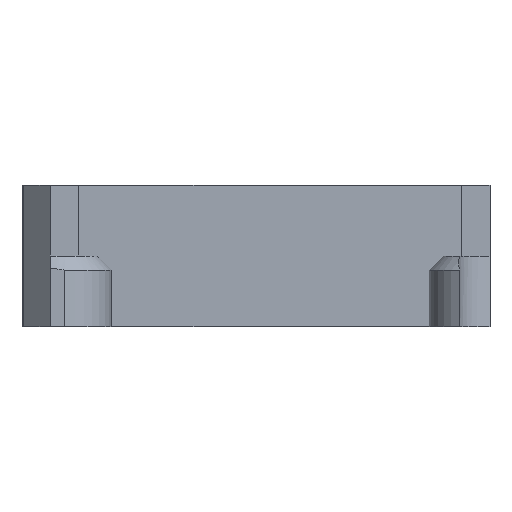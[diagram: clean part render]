
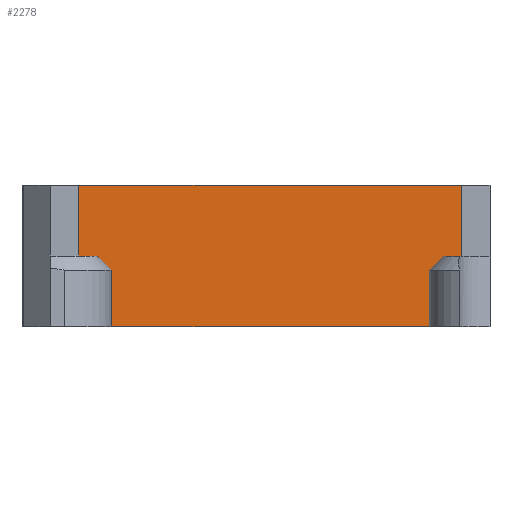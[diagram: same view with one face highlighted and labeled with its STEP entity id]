
A CAD part, left-side view. The second image highlights one B-rep face of the part: STEP entity #2278.
In plain terms, the highlighted planar face has unit normal (-1, 0, 0).
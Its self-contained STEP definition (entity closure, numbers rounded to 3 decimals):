
#55 = PLANE('',#56);
#56 = AXIS2_PLACEMENT_3D('',#57,#58,#59);
#57 = CARTESIAN_POINT('',(0.,15.5,0.));
#58 = DIRECTION('',(0.,0.,-1.));
#59 = DIRECTION('',(-1.,0.,0.));
#111 = PLANE('',#112);
#112 = AXIS2_PLACEMENT_3D('',#113,#114,#115);
#113 = CARTESIAN_POINT('',(0.,15.5,10.));
#114 = DIRECTION('',(0.,0.,-1.));
#115 = DIRECTION('',(-1.,0.,0.));
#1027 = VERTEX_POINT('',#1028);
#1028 = CARTESIAN_POINT('',(-3.,-13.5,0.));
#1042 = PLANE('',#1043);
#1043 = AXIS2_PLACEMENT_3D('',#1044,#1045,#1046);
#1044 = CARTESIAN_POINT('',(-3.,-13.5,0.));
#1045 = DIRECTION('',(0.,-1.,0.));
#1046 = DIRECTION('',(-1.,0.,0.));
#1054 = EDGE_CURVE('',#1055,#1027,#1057,.T.);
#1055 = VERTEX_POINT('',#1056);
#1056 = CARTESIAN_POINT('',(-3.,13.5,0.));
#1057 = SURFACE_CURVE('',#1058,(#1062,#1069),.PCURVE_S1.);
#1058 = LINE('',#1059,#1060);
#1059 = CARTESIAN_POINT('',(-3.,13.5,0.));
#1060 = VECTOR('',#1061,1.);
#1061 = DIRECTION('',(0.,-1.,0.));
#1062 = PCURVE('',#55,#1063);
#1063 = DEFINITIONAL_REPRESENTATION('',(#1064),#1068);
#1064 = LINE('',#1065,#1066);
#1065 = CARTESIAN_POINT('',(3.,-2.));
#1066 = VECTOR('',#1067,1.);
#1067 = DIRECTION('',(0.,-1.));
#1068 = ( GEOMETRIC_REPRESENTATION_CONTEXT(2) 
PARAMETRIC_REPRESENTATION_CONTEXT() REPRESENTATION_CONTEXT('2D SPACE',''
  ) );
#1069 = PCURVE('',#1070,#1075);
#1070 = PLANE('',#1071);
#1071 = AXIS2_PLACEMENT_3D('',#1072,#1073,#1074);
#1072 = CARTESIAN_POINT('',(-3.,13.5,0.));
#1073 = DIRECTION('',(1.,0.,0.));
#1074 = DIRECTION('',(0.,-1.,0.));
#1075 = DEFINITIONAL_REPRESENTATION('',(#1076),#1080);
#1076 = LINE('',#1077,#1078);
#1077 = CARTESIAN_POINT('',(0.,0.));
#1078 = VECTOR('',#1079,1.);
#1079 = DIRECTION('',(1.,0.));
#1080 = ( GEOMETRIC_REPRESENTATION_CONTEXT(2) 
PARAMETRIC_REPRESENTATION_CONTEXT() REPRESENTATION_CONTEXT('2D SPACE',''
  ) );
#1098 = PLANE('',#1099);
#1099 = AXIS2_PLACEMENT_3D('',#1100,#1101,#1102);
#1100 = CARTESIAN_POINT('',(-6.,13.5,0.));
#1101 = DIRECTION('',(0.,1.,0.));
#1102 = DIRECTION('',(1.,0.,0.));
#1972 = VERTEX_POINT('',#1973);
#1973 = CARTESIAN_POINT('',(-3.,-13.5,10.));
#1994 = EDGE_CURVE('',#1995,#1972,#1997,.T.);
#1995 = VERTEX_POINT('',#1996);
#1996 = CARTESIAN_POINT('',(-3.,13.5,10.));
#1997 = SURFACE_CURVE('',#1998,(#2002,#2009),.PCURVE_S1.);
#1998 = LINE('',#1999,#2000);
#1999 = CARTESIAN_POINT('',(-3.,13.5,10.));
#2000 = VECTOR('',#2001,1.);
#2001 = DIRECTION('',(0.,-1.,0.));
#2002 = PCURVE('',#111,#2003);
#2003 = DEFINITIONAL_REPRESENTATION('',(#2004),#2008);
#2004 = LINE('',#2005,#2006);
#2005 = CARTESIAN_POINT('',(3.,-2.));
#2006 = VECTOR('',#2007,1.);
#2007 = DIRECTION('',(0.,-1.));
#2008 = ( GEOMETRIC_REPRESENTATION_CONTEXT(2) 
PARAMETRIC_REPRESENTATION_CONTEXT() REPRESENTATION_CONTEXT('2D SPACE',''
  ) );
#2009 = PCURVE('',#1070,#2010);
#2010 = DEFINITIONAL_REPRESENTATION('',(#2011),#2015);
#2011 = LINE('',#2012,#2013);
#2012 = CARTESIAN_POINT('',(0.,-10.));
#2013 = VECTOR('',#2014,1.);
#2014 = DIRECTION('',(1.,0.));
#2015 = ( GEOMETRIC_REPRESENTATION_CONTEXT(2) 
PARAMETRIC_REPRESENTATION_CONTEXT() REPRESENTATION_CONTEXT('2D SPACE',''
  ) );
#2257 = EDGE_CURVE('',#1055,#1995,#2258,.T.);
#2258 = SURFACE_CURVE('',#2259,(#2263,#2270),.PCURVE_S1.);
#2259 = LINE('',#2260,#2261);
#2260 = CARTESIAN_POINT('',(-3.,13.5,0.));
#2261 = VECTOR('',#2262,1.);
#2262 = DIRECTION('',(0.,0.,1.));
#2263 = PCURVE('',#1098,#2264);
#2264 = DEFINITIONAL_REPRESENTATION('',(#2265),#2269);
#2265 = LINE('',#2266,#2267);
#2266 = CARTESIAN_POINT('',(3.,0.));
#2267 = VECTOR('',#2268,1.);
#2268 = DIRECTION('',(0.,-1.));
#2269 = ( GEOMETRIC_REPRESENTATION_CONTEXT(2) 
PARAMETRIC_REPRESENTATION_CONTEXT() REPRESENTATION_CONTEXT('2D SPACE',''
  ) );
#2270 = PCURVE('',#1070,#2271);
#2271 = DEFINITIONAL_REPRESENTATION('',(#2272),#2276);
#2272 = LINE('',#2273,#2274);
#2273 = CARTESIAN_POINT('',(0.,0.));
#2274 = VECTOR('',#2275,1.);
#2275 = DIRECTION('',(0.,-1.));
#2276 = ( GEOMETRIC_REPRESENTATION_CONTEXT(2) 
PARAMETRIC_REPRESENTATION_CONTEXT() REPRESENTATION_CONTEXT('2D SPACE',''
  ) );
#2278 = ADVANCED_FACE('',(#2279),#1070,.F.);
#2279 = FACE_BOUND('',#2280,.F.);
#2280 = EDGE_LOOP('',(#2281,#2282,#2283,#2304));
#2281 = ORIENTED_EDGE('',*,*,#2257,.T.);
#2282 = ORIENTED_EDGE('',*,*,#1994,.T.);
#2283 = ORIENTED_EDGE('',*,*,#2284,.F.);
#2284 = EDGE_CURVE('',#1027,#1972,#2285,.T.);
#2285 = SURFACE_CURVE('',#2286,(#2290,#2297),.PCURVE_S1.);
#2286 = LINE('',#2287,#2288);
#2287 = CARTESIAN_POINT('',(-3.,-13.5,0.));
#2288 = VECTOR('',#2289,1.);
#2289 = DIRECTION('',(0.,0.,1.));
#2290 = PCURVE('',#1070,#2291);
#2291 = DEFINITIONAL_REPRESENTATION('',(#2292),#2296);
#2292 = LINE('',#2293,#2294);
#2293 = CARTESIAN_POINT('',(27.,0.));
#2294 = VECTOR('',#2295,1.);
#2295 = DIRECTION('',(0.,-1.));
#2296 = ( GEOMETRIC_REPRESENTATION_CONTEXT(2) 
PARAMETRIC_REPRESENTATION_CONTEXT() REPRESENTATION_CONTEXT('2D SPACE',''
  ) );
#2297 = PCURVE('',#1042,#2298);
#2298 = DEFINITIONAL_REPRESENTATION('',(#2299),#2303);
#2299 = LINE('',#2300,#2301);
#2300 = CARTESIAN_POINT('',(0.,-0.));
#2301 = VECTOR('',#2302,1.);
#2302 = DIRECTION('',(0.,-1.));
#2303 = ( GEOMETRIC_REPRESENTATION_CONTEXT(2) 
PARAMETRIC_REPRESENTATION_CONTEXT() REPRESENTATION_CONTEXT('2D SPACE',''
  ) );
#2304 = ORIENTED_EDGE('',*,*,#1054,.F.);
